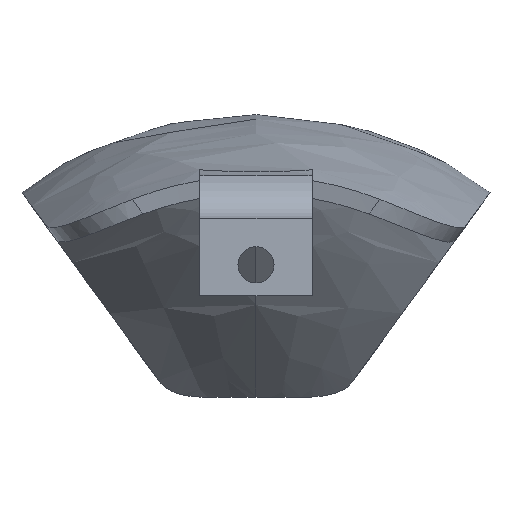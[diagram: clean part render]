
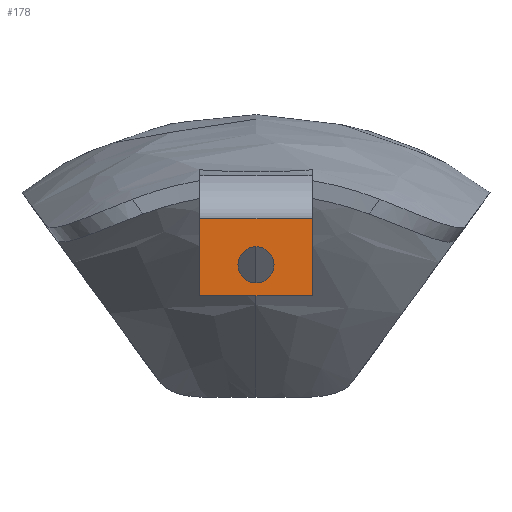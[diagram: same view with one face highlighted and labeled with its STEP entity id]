
A CAD part, front view. The second image highlights one B-rep face of the part: STEP entity #178.
In plain terms, the highlighted planar face has unit normal (0, -1, 0).
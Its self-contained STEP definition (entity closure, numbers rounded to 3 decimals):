
#11 = VERTEX_POINT ( 'NONE', #443 ) ;
#31 = VECTOR ( 'NONE', #927, 1000. ) ;
#67 = VECTOR ( 'NONE', #164, 1000. ) ;
#92 = VECTOR ( 'NONE', #262, 1000. ) ;
#93 = AXIS2_PLACEMENT_3D ( 'NONE', #230, #995, #1313 ) ;
#118 = VERTEX_POINT ( 'NONE', #505 ) ;
#151 = CARTESIAN_POINT ( 'NONE',  ( 2.5, -2.3, 9.7 ) ) ;
#164 = DIRECTION ( 'NONE',  ( -1., 0., 0. ) ) ;
#166 = LINE ( 'NONE', #388, #92 ) ;
#169 = DIRECTION ( 'NONE',  ( -1., 0., 0. ) ) ;
#178 = ADVANCED_FACE ( 'NONE', ( #972, #1207 ), #853, .F. ) ;
#204 = EDGE_CURVE ( 'NONE', #118, #387, #166, .T. ) ;
#230 = CARTESIAN_POINT ( 'NONE',  ( 0., -2.3, 11.061 ) ) ;
#234 = ORIENTED_EDGE ( 'NONE', *, *, #1229, .T. ) ;
#248 = VECTOR ( 'NONE', #169, 1000. ) ;
#262 = DIRECTION ( 'NONE',  ( 0., 0., -1. ) ) ;
#281 = VERTEX_POINT ( 'NONE', #478 ) ;
#293 = AXIS2_PLACEMENT_3D ( 'NONE', #672, #790, #1003 ) ;
#330 = DIRECTION ( 'NONE',  ( 0., 0., 1. ) ) ;
#335 = ORIENTED_EDGE ( 'NONE', *, *, #905, .T. ) ;
#387 = VERTEX_POINT ( 'NONE', #433 ) ;
#388 = CARTESIAN_POINT ( 'NONE',  ( 2.5, -2.3, 13.1 ) ) ;
#433 = CARTESIAN_POINT ( 'NONE',  ( 2.5, -2.3, 9.7 ) ) ;
#443 = CARTESIAN_POINT ( 'NONE',  ( -2.5, -2.3, 13.1 ) ) ;
#464 = VERTEX_POINT ( 'NONE', #601 ) ;
#472 = CIRCLE ( 'NONE', #93, 0.8 ) ;
#476 = CARTESIAN_POINT ( 'NONE',  ( -2.5, -2.3, 13.1 ) ) ;
#478 = CARTESIAN_POINT ( 'NONE',  ( 0., -2.3, 11.861 ) ) ;
#485 = EDGE_CURVE ( 'NONE', #11, #464, #1330, .T. ) ;
#505 = CARTESIAN_POINT ( 'NONE',  ( 2.5, -2.3, 13.1 ) ) ;
#528 = VERTEX_POINT ( 'NONE', #1226 ) ;
#530 = EDGE_CURVE ( 'NONE', #387, #464, #1028, .T. ) ;
#552 = DIRECTION ( 'NONE',  ( 0., 1., 0. ) ) ;
#601 = CARTESIAN_POINT ( 'NONE',  ( -2.5, -2.3, 9.7 ) ) ;
#630 = EDGE_LOOP ( 'NONE', ( #335, #234 ) ) ;
#672 = CARTESIAN_POINT ( 'NONE',  ( 0., -2.3, 11.061 ) ) ;
#675 = CARTESIAN_POINT ( 'NONE',  ( 2.5, -2.3, 13.1 ) ) ;
#758 = CIRCLE ( 'NONE', #293, 0.8 ) ;
#790 = DIRECTION ( 'NONE',  ( 0., 1., 0. ) ) ;
#829 = ORIENTED_EDGE ( 'NONE', *, *, #485, .T. ) ;
#853 = PLANE ( 'NONE',  #1334 ) ;
#905 = EDGE_CURVE ( 'NONE', #281, #528, #758, .T. ) ;
#927 = DIRECTION ( 'NONE',  ( 0., 0., -1. ) ) ;
#936 = ORIENTED_EDGE ( 'NONE', *, *, #530, .F. ) ;
#972 = FACE_BOUND ( 'NONE', #630, .T. ) ;
#988 = EDGE_LOOP ( 'NONE', ( #829, #936, #1212, #1296 ) ) ;
#995 = DIRECTION ( 'NONE',  ( 0., 1., 0. ) ) ;
#1003 = DIRECTION ( 'NONE',  ( 0., 0., 1. ) ) ;
#1022 = EDGE_CURVE ( 'NONE', #118, #11, #1329, .T. ) ;
#1028 = LINE ( 'NONE', #151, #67 ) ;
#1119 = CARTESIAN_POINT ( 'NONE',  ( 2.5, -2.3, 13.1 ) ) ;
#1207 = FACE_OUTER_BOUND ( 'NONE', #988, .T. ) ;
#1212 = ORIENTED_EDGE ( 'NONE', *, *, #204, .F. ) ;
#1226 = CARTESIAN_POINT ( 'NONE',  ( 0., -2.3, 10.261 ) ) ;
#1229 = EDGE_CURVE ( 'NONE', #528, #281, #472, .T. ) ;
#1296 = ORIENTED_EDGE ( 'NONE', *, *, #1022, .T. ) ;
#1313 = DIRECTION ( 'NONE',  ( 0., 0., 1. ) ) ;
#1329 = LINE ( 'NONE', #1119, #248 ) ;
#1330 = LINE ( 'NONE', #476, #31 ) ;
#1334 = AXIS2_PLACEMENT_3D ( 'NONE', #675, #552, #330 ) ;
